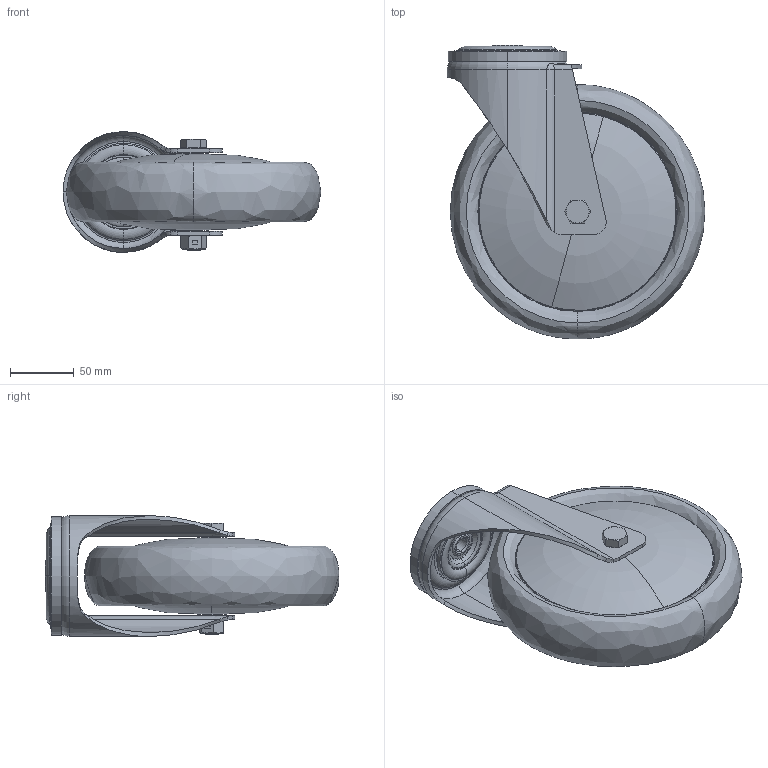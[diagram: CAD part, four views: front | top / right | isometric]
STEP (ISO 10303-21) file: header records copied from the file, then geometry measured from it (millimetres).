
FILE_DESCRIPTION (( 'STEP AP214' ), '1' );
FILE_NAME ('K0056244_L-ILC-TPBK-200-K-1-EC.step', '2023-11-07T11:51:29', ( '' ), ( '' ), 'SwSTEP 2.0', 'SolidWorks 2020', '' );
FILE_SCHEMA (( 'AUTOMOTIVE_DESIGN' ));
Length unit declared in the file: millimetre
Products named in the file (1): K0056244_L-ILC-TPBK-200-K-1-EC
Bounding box: 202.5 x 230.96 x 95 mm (x, y, z)
Volume: 960780.3 mm3; surface area: 363427.4 mm2
Topology: 22 solids, 23 shells, 506 faces, 1104 edges, 639 vertices
Faces by surface type: torus 156, cone 107, plane 89, cylinder 88, bspline 42, sphere 24
Entity records: 23069 total; most frequent: CARTESIAN_POINT 6329, DIRECTION 2543, ORIENTED_EDGE 2112, AXIS2_PLACEMENT_3D 1146, EDGE_CURVE 1056, CIRCLE 681, VERTEX_POINT 615, EDGE_LOOP 557
